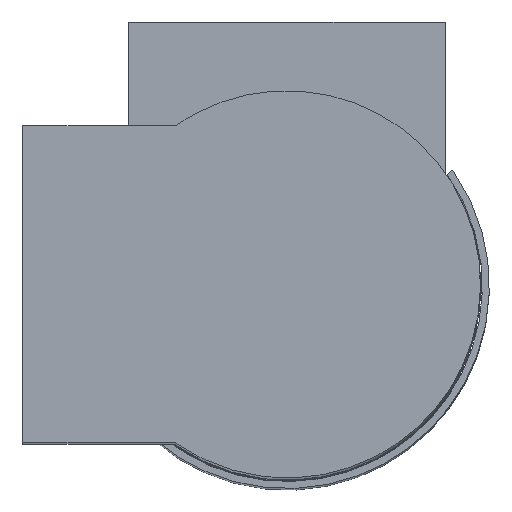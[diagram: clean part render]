
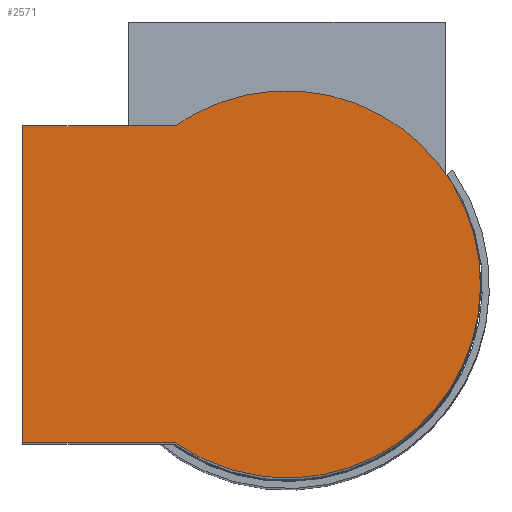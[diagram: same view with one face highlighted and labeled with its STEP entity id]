
A CAD part, top view. The second image highlights one B-rep face of the part: STEP entity #2571.
In plain terms, the highlighted free-form (B-spline) face has degree [1, 1] with [2, 2] control points.
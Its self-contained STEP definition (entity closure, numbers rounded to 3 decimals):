
#2524=CARTESIAN_POINT('',(-8.149,6.049,55.));
#2525=CARTESIAN_POINT('',(6.149,6.049,55.));
#2526=CARTESIAN_POINT('',(-8.149,-6.049,55.));
#2527=CARTESIAN_POINT('',(6.149,-6.049,55.));
#2528=B_SPLINE_SURFACE_WITH_KNOTS('',1,1,((#2524,#2526),(#2525,#2527)),.UNSPECIFIED.,.F.,.F.,.U.,(2,2),(2,2),(0.0,14.299),(0.0,12.099),.UNSPECIFIED.);
#2529=CARTESIAN_POINT('',(-7.5,4.5,55.));
#2530=VERTEX_POINT('',#2529);
#2531=CARTESIAN_POINT('',(-3.162,4.5,55.));
#2532=VERTEX_POINT('',#2531);
#2533=CARTESIAN_POINT('',(-7.5,4.5,55.));
#2534=CARTESIAN_POINT('',(-3.162,4.5,55.));
#2535=QUASI_UNIFORM_CURVE('',1,(#2533,#2534),.UNSPECIFIED.,.F.,.U.);
#2536=EDGE_CURVE('',#2530,#2532,#2535,.T.);
#2537=ORIENTED_EDGE('',*,*,#2536,.F.);
#2538=CARTESIAN_POINT('',(-7.5,-4.5,55.));
#2539=VERTEX_POINT('',#2538);
#2540=CARTESIAN_POINT('',(-7.5,-4.5,55.));
#2541=CARTESIAN_POINT('',(-7.5,4.5,55.));
#2542=QUASI_UNIFORM_CURVE('',1,(#2540,#2541),.UNSPECIFIED.,.F.,.U.);
#2543=EDGE_CURVE('',#2539,#2530,#2542,.T.);
#2544=ORIENTED_EDGE('',*,*,#2543,.F.);
#2545=CARTESIAN_POINT('',(-3.162,-4.5,55.));
#2546=VERTEX_POINT('',#2545);
#2547=CARTESIAN_POINT('',(-3.162,-4.5,55.));
#2548=CARTESIAN_POINT('',(-7.5,-4.5,55.));
#2549=QUASI_UNIFORM_CURVE('',1,(#2547,#2548),.UNSPECIFIED.,.F.,.U.);
#2550=EDGE_CURVE('',#2546,#2539,#2549,.T.);
#2551=ORIENTED_EDGE('',*,*,#2550,.F.);
#2552=CARTESIAN_POINT('',(-3.162,-4.5,55.));
#2553=CARTESIAN_POINT('',(0.847,-7.317,55.));
#2554=CARTESIAN_POINT('',(4.107,-3.659,55.));
#2555=CARTESIAN_POINT('',(7.366,0.,55.));
#2556=CARTESIAN_POINT('',(4.107,3.659,55.));
#2557=CARTESIAN_POINT('',(0.847,7.317,55.));
#2558=CARTESIAN_POINT('',(-3.162,4.5,55.));
#2566=(BOUNDED_CURVE()B_SPLINE_CURVE(2,(#2552,#2553,#2554,#2555,#2556,#2557,#2558),.UNSPECIFIED.,.F.,.U.)B_SPLINE_CURVE_WITH_KNOTS((3,2,2,3),(0.0,0.333,0.667,1.0),.UNSPECIFIED.)CURVE()GEOMETRIC_REPRESENTATION_ITEM()RATIONAL_B_SPLINE_CURVE((1.0,0.747,1.0,0.747,1.0,0.747,1.0))REPRESENTATION_ITEM(''));
#2567=EDGE_CURVE('',#2546,#2532,#2566,.T.);
#2568=ORIENTED_EDGE('',*,*,#2567,.T.);
#2569=EDGE_LOOP('',(#2537,#2544,#2551,#2568));
#2570=FACE_OUTER_BOUND('',#2569,.T.);
#2571=ADVANCED_FACE('',(#2570),#2528,.F.);
